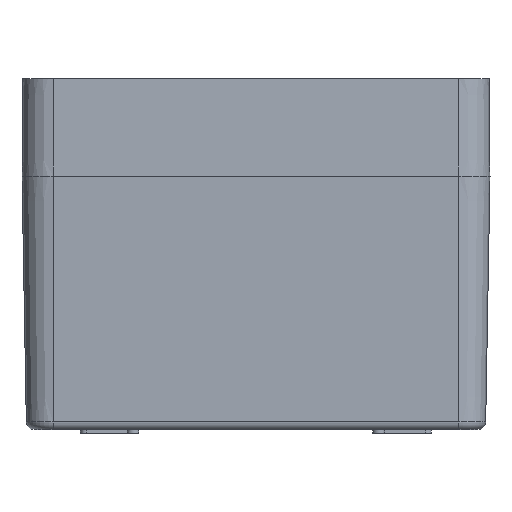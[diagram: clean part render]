
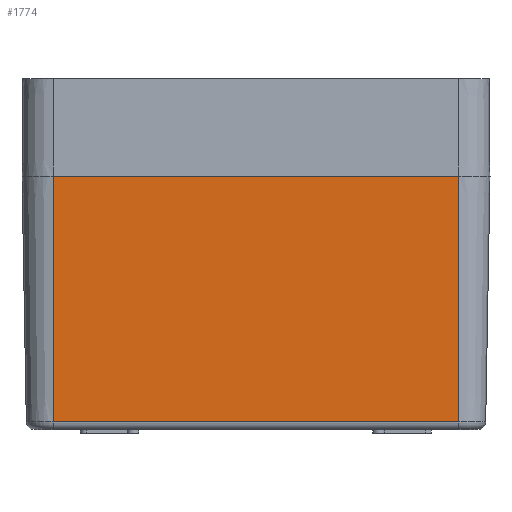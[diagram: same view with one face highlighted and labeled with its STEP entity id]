
A CAD part, left-side view. The second image highlights one B-rep face of the part: STEP entity #1774.
In plain terms, the highlighted planar face has unit normal (-1, 0, -0.018).
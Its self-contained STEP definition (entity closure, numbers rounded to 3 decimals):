
#1754=AXIS2_PLACEMENT_3D('Plane Axis2P3D',#1751,#1752,#1753) ;
#842=CARTESIAN_POINT('Vertex',(1.1,8.,2.965)) ;
#862=CARTESIAN_POINT('Line Origine',(1.1,60.,2.965)) ;
#866=CARTESIAN_POINT('Vertex',(1.1,112.,2.965)) ;
#1736=CARTESIAN_POINT('Vertex',(0.,8.,66.)) ;
#1739=CARTESIAN_POINT('Line Origine',(-8722.203,8.,499760.688)) ;
#1751=CARTESIAN_POINT('Axis2P3D Location',(0.,60.,66.)) ;
#1756=CARTESIAN_POINT('Line Origine',(0.,60.,66.)) ;
#1760=CARTESIAN_POINT('Vertex',(0.,112.,66.)) ;
#1763=CARTESIAN_POINT('Line Origine',(0.55,112.,34.483)) ;
#863=DIRECTION('Vector Direction',(0.,1.,0.)) ;
#1740=DIRECTION('Vector Direction',(-0.017,0.,1.)) ;
#1752=DIRECTION('Axis2P3D Direction',(1.,0.,0.017)) ;
#1753=DIRECTION('Axis2P3D XDirection',(0.,1.,0.)) ;
#1757=DIRECTION('Vector Direction',(0.,1.,0.)) ;
#1764=DIRECTION('Vector Direction',(-0.017,0.,1.)) ;
#864=VECTOR('Line Direction',#863,1.) ;
#1741=VECTOR('Line Direction',#1740,1.) ;
#1758=VECTOR('Line Direction',#1757,1.) ;
#1765=VECTOR('Line Direction',#1764,1.) ;
#1769=ORIENTED_EDGE('',*,*,#868,.F.) ;
#1770=ORIENTED_EDGE('',*,*,#1743,.F.) ;
#1771=ORIENTED_EDGE('',*,*,#1762,.F.) ;
#1772=ORIENTED_EDGE('',*,*,#1767,.T.) ;
#1774=ADVANCED_FACE('Hauptk\X2\00F6\X0\rper',(#1773),#1755,.F.) ;
#868=EDGE_CURVE('',#843,#867,#865,.T.) ;
#1743=EDGE_CURVE('',#1737,#843,#1742,.F.) ;
#1762=EDGE_CURVE('',#1761,#1737,#1759,.F.) ;
#1767=EDGE_CURVE('',#1761,#867,#1766,.F.) ;
#1768=EDGE_LOOP('',(#1769,#1770,#1771,#1772)) ;
#1773=FACE_OUTER_BOUND('',#1768,.T.) ;
#865=LINE('Line',#862,#864) ;
#1742=LINE('Line',#1739,#1741) ;
#1759=LINE('Line',#1756,#1758) ;
#1766=LINE('Line',#1763,#1765) ;
#1755=PLANE('',#1754) ;
#843=VERTEX_POINT('',#842) ;
#867=VERTEX_POINT('',#866) ;
#1737=VERTEX_POINT('',#1736) ;
#1761=VERTEX_POINT('',#1760) ;
